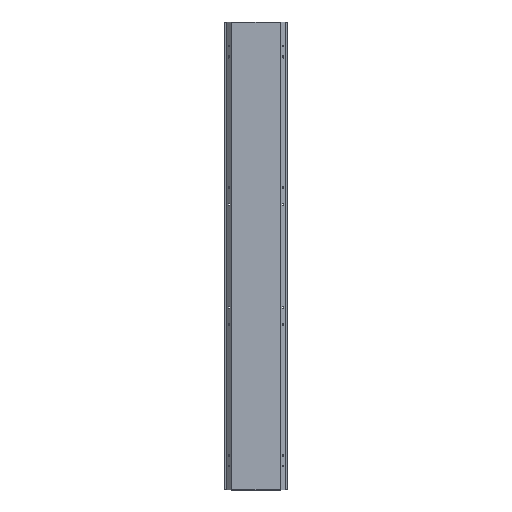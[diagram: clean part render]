
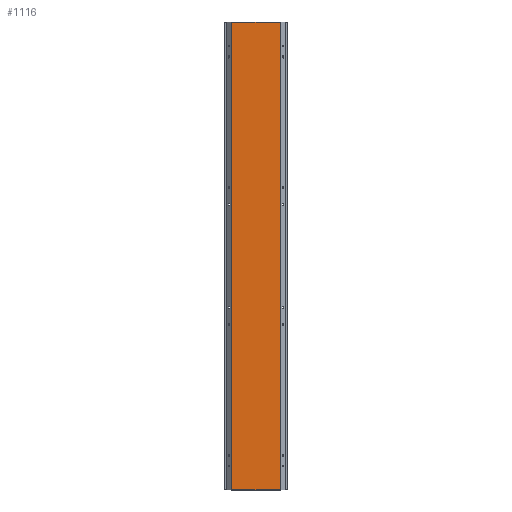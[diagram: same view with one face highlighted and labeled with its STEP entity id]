
A CAD part, top view. The second image highlights one B-rep face of the part: STEP entity #1116.
In plain terms, the highlighted planar face has unit normal (0, 0, 1).
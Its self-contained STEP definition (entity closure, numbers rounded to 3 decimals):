
#534 = VECTOR ( 'NONE', #2887, 1000. ) ;
#1057 = DIRECTION ( 'NONE',  ( -1., 0., 0. ) ) ;
#1116 = ADVANCED_FACE ( 'NONE', ( #3360 ), #2228, .F. ) ;
#1900 = VERTEX_POINT ( 'NONE', #4368 ) ;
#2228 = PLANE ( 'NONE',  #6359 ) ;
#2234 = ORIENTED_EDGE ( 'NONE', *, *, #3767, .T. ) ;
#2449 = ORIENTED_EDGE ( 'NONE', *, *, #4398, .T. ) ;
#2494 = CARTESIAN_POINT ( 'NONE',  ( -111.5, 1070.5, 0. ) ) ;
#2887 = DIRECTION ( 'NONE',  ( 1., 0., 0. ) ) ;
#3000 = LINE ( 'NONE', #5884, #534 ) ;
#3319 = ORIENTED_EDGE ( 'NONE', *, *, #6205, .T. ) ;
#3360 = FACE_OUTER_BOUND ( 'NONE', #6466, .T. ) ;
#3767 = EDGE_CURVE ( 'NONE', #1900, #6700, #3000, .T. ) ;
#3920 = VERTEX_POINT ( 'NONE', #5962 ) ;
#4368 = CARTESIAN_POINT ( 'NONE',  ( -111.5, -1070.5, 0. ) ) ;
#4398 = EDGE_CURVE ( 'NONE', #5684, #1900, #4788, .T. ) ;
#4414 = DIRECTION ( 'NONE',  ( 0., 0., -1. ) ) ;
#4486 = CARTESIAN_POINT ( 'NONE',  ( 0., 0., 0. ) ) ;
#4788 = LINE ( 'NONE', #7048, #5083 ) ;
#4804 = CARTESIAN_POINT ( 'NONE',  ( 111.5, -1070.5, 0. ) ) ;
#4870 = VECTOR ( 'NONE', #6020, 1000. ) ;
#5083 = VECTOR ( 'NONE', #6486, 1000. ) ;
#5154 = ORIENTED_EDGE ( 'NONE', *, *, #6565, .T. ) ;
#5325 = CARTESIAN_POINT ( 'NONE',  ( -111.5, 1070.5, 0. ) ) ;
#5460 = VECTOR ( 'NONE', #6512, 1000. ) ;
#5684 = VERTEX_POINT ( 'NONE', #2494 ) ;
#5884 = CARTESIAN_POINT ( 'NONE',  ( -111.5, -1070.5, 0. ) ) ;
#5962 = CARTESIAN_POINT ( 'NONE',  ( 111.5, 1070.5, 0. ) ) ;
#6020 = DIRECTION ( 'NONE',  ( -1., 0., 0. ) ) ;
#6205 = EDGE_CURVE ( 'NONE', #6700, #3920, #7143, .T. ) ;
#6359 = AXIS2_PLACEMENT_3D ( 'NONE', #4486, #4414, #1057 ) ;
#6466 = EDGE_LOOP ( 'NONE', ( #3319, #5154, #2449, #2234 ) ) ;
#6486 = DIRECTION ( 'NONE',  ( 0., -1., 0. ) ) ;
#6512 = DIRECTION ( 'NONE',  ( 0., 1., 0. ) ) ;
#6565 = EDGE_CURVE ( 'NONE', #3920, #5684, #7058, .T. ) ;
#6700 = VERTEX_POINT ( 'NONE', #7201 ) ;
#7048 = CARTESIAN_POINT ( 'NONE',  ( -111.5, -1070.5, 0. ) ) ;
#7058 = LINE ( 'NONE', #5325, #4870 ) ;
#7143 = LINE ( 'NONE', #4804, #5460 ) ;
#7201 = CARTESIAN_POINT ( 'NONE',  ( 111.5, -1070.5, 0. ) ) ;
